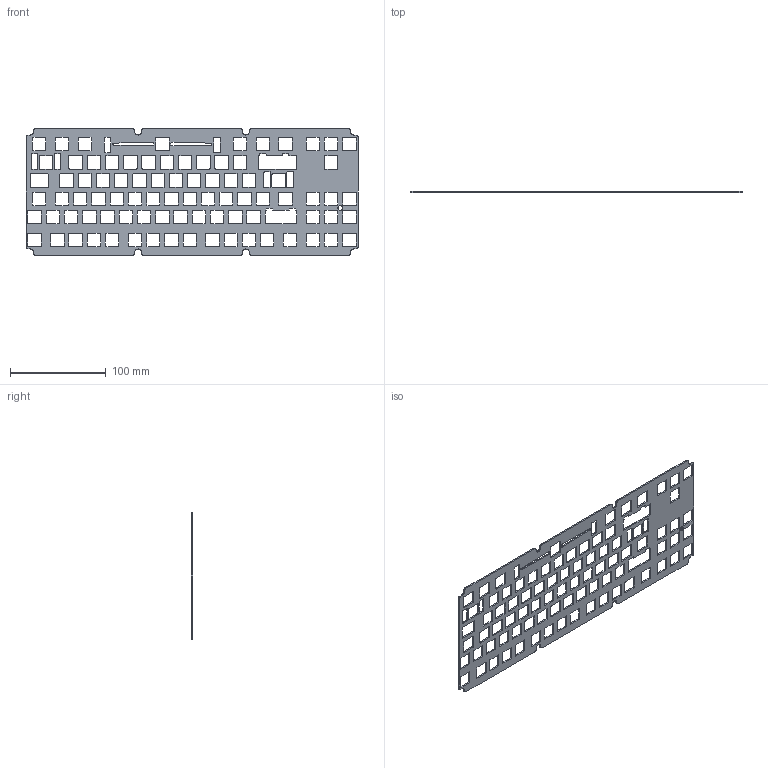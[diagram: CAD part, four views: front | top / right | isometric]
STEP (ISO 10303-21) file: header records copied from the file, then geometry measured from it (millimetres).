
FILE_DESCRIPTION (( 'STEP AP214' ), '1' );
FILE_NAME ('Plate1.6 Tsangan POM.STEP', '2022-01-25T23:26:26', ( '' ), ( '' ), 'SwSTEP 2.0', 'SolidWorks 2018', '' );
FILE_SCHEMA (( 'AUTOMOTIVE_DESIGN' ));
Length unit declared in the file: millimetre
Products named in the file (1): Plate1.6 Tsangan POM
Bounding box: 346.61 x 1.5 x 132.01 mm (x, y, z)
Volume: 39980.8 mm3; surface area: 62839.9 mm2
Topology: 1 solids, 1 shells, 836 faces, 2502 edges, 1668 vertices
Faces by surface type: plane 420, cylinder 416
Entity records: 28796 total; most frequent: DIRECTION 5008, CARTESIAN_POINT 5007, ORIENTED_EDGE 5004, EDGE_CURVE 2502, LINE 1670, VECTOR 1670, AXIS2_PLACEMENT_3D 1669, VERTEX_POINT 1668
